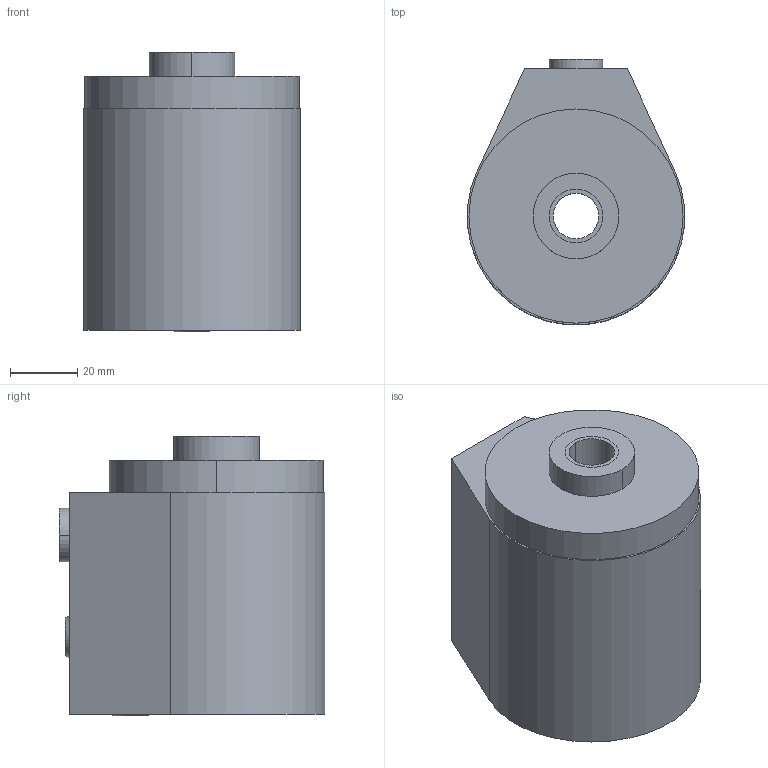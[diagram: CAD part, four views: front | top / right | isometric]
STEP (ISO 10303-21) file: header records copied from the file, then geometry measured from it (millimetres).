
FILE_DESCRIPTION((''),'2;1');
FILE_NAME('ILC21212005','2017-02-28T',('gar'),(''),'PRO/ENGINEER BY PARAMETRIC TECHNOLOGY CORPORATION, 2013320','PRO/ENGINEER BY PARAMETRIC TECHNOLOGY CORPORATION, 2013320','');
FILE_SCHEMA(('AUTOMOTIVE_DESIGN { 1 0 10303 214 1 1 1 1 }'));
Length unit declared in the file: inch
Products named in the file (1): ILC21212005
Bounding box: 64.27 x 78.69 x 83.01 mm (x, y, z)
Volume: 260115.2 mm3; surface area: 34425 mm2
Topology: 2 solids, 6 shells, 75 faces, 163 edges, 106 vertices
Faces by surface type: cylinder 37, plane 22, cone 12, torus 4
Entity records: 3050 total; most frequent: CARTESIAN_POINT 550, DIRECTION 408, ORIENTED_EDGE 312, PRESENTATION_STYLE_ASSIGNMENT 183, AXIS2_PLACEMENT_3D 175, STYLED_ITEM 168, CURVE_STYLE 163, EDGE_CURVE 163
